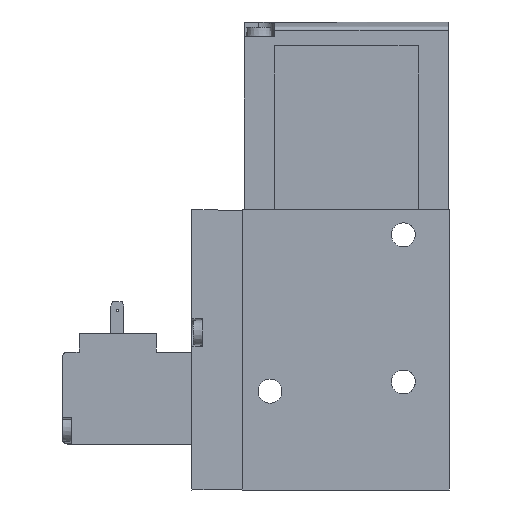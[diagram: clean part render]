
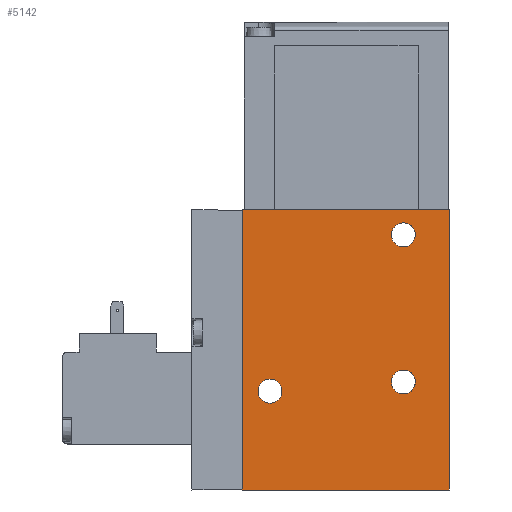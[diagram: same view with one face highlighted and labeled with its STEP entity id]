
A CAD part, left-side view. The second image highlights one B-rep face of the part: STEP entity #5142.
In plain terms, the highlighted planar face has unit normal (-1, 0, 0).
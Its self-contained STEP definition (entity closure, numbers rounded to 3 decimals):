
#171=LINE('',#7034,#495);
#195=LINE('',#7126,#519);
#198=LINE('',#7138,#522);
#201=LINE('',#7146,#525);
#495=VECTOR('',#5830,1000.);
#519=VECTOR('',#5864,1000.);
#522=VECTOR('',#5875,1000.);
#525=VECTOR('',#5882,1000.);
#907=ORIENTED_EDGE('',*,*,#1973,.T.);
#908=ORIENTED_EDGE('',*,*,#1974,.T.);
#909=ORIENTED_EDGE('',*,*,#1975,.T.);
#910=ORIENTED_EDGE('',*,*,#1910,.F.);
#911=ORIENTED_EDGE('',*,*,#1948,.F.);
#912=ORIENTED_EDGE('',*,*,#1944,.F.);
#913=ORIENTED_EDGE('',*,*,#1938,.F.);
#1910=EDGE_CURVE('',#2448,#2449,#171,.T.);
#1938=EDGE_CURVE('',#2449,#2473,#195,.T.);
#1944=EDGE_CURVE('',#2473,#2478,#198,.T.);
#1948=EDGE_CURVE('',#2478,#2448,#201,.T.);
#1973=EDGE_CURVE('',#2504,#2504,#2801,.T.);
#1974=EDGE_CURVE('',#2505,#2505,#2802,.T.);
#1975=EDGE_CURVE('',#2506,#2506,#2803,.T.);
#2448=VERTEX_POINT('',#7035);
#2449=VERTEX_POINT('',#7036);
#2473=VERTEX_POINT('',#7127);
#2478=VERTEX_POINT('',#7139);
#2504=VERTEX_POINT('',#7197);
#2505=VERTEX_POINT('',#7199);
#2506=VERTEX_POINT('',#7201);
#2801=CIRCLE('',#5379,2.6);
#2802=CIRCLE('',#5380,2.6);
#2803=CIRCLE('',#5381,2.6);
#3017=EDGE_LOOP('',(#907));
#3018=EDGE_LOOP('',(#908));
#3019=EDGE_LOOP('',(#909));
#3020=EDGE_LOOP('',(#910,#911,#912,#913));
#3287=FACE_BOUND('',#3017,.T.);
#3288=FACE_BOUND('',#3018,.T.);
#3289=FACE_BOUND('',#3019,.T.);
#3290=FACE_BOUND('',#3020,.T.);
#3541=PLANE('',#5378);
#5142=ADVANCED_FACE('',(#3287,#3288,#3289,#3290),#3541,.F.);
#5378=AXIS2_PLACEMENT_3D('',#7195,#5914,#5915);
#5379=AXIS2_PLACEMENT_3D('',#7196,#5916,#5917);
#5380=AXIS2_PLACEMENT_3D('',#7198,#5918,#5919);
#5381=AXIS2_PLACEMENT_3D('',#7200,#5920,#5921);
#5830=DIRECTION('',(0.,0.,1.));
#5864=DIRECTION('',(0.,-1.,0.));
#5875=DIRECTION('',(0.,0.,-1.));
#5882=DIRECTION('',(0.,1.,0.));
#5914=DIRECTION('',(1.,0.,0.));
#5915=DIRECTION('',(0.,0.,-1.));
#5916=DIRECTION('',(1.,0.,0.));
#5917=DIRECTION('',(0.,0.,-1.));
#5918=DIRECTION('',(1.,0.,0.));
#5919=DIRECTION('',(0.,0.,-1.));
#5920=DIRECTION('',(1.,0.,0.));
#5921=DIRECTION('',(0.,0.,-1.));
#7034=CARTESIAN_POINT('',(-11.,45.,0.));
#7035=CARTESIAN_POINT('',(-11.,45.,0.));
#7036=CARTESIAN_POINT('',(-11.,45.,61.));
#7126=CARTESIAN_POINT('',(-11.,45.,61.));
#7127=CARTESIAN_POINT('',(-11.,0.,61.));
#7138=CARTESIAN_POINT('',(-11.,0.,61.));
#7139=CARTESIAN_POINT('',(-11.,0.,0.));
#7146=CARTESIAN_POINT('',(-11.,0.,0.));
#7195=CARTESIAN_POINT('',(-11.,0.,0.));
#7196=CARTESIAN_POINT('',(-11.,39.,21.5));
#7197=CARTESIAN_POINT('',(-11.,39.,18.9));
#7198=CARTESIAN_POINT('',(-11.,10.,55.5));
#7199=CARTESIAN_POINT('',(-11.,10.,52.9));
#7200=CARTESIAN_POINT('',(-11.,10.,23.5));
#7201=CARTESIAN_POINT('',(-11.,10.,20.9));
